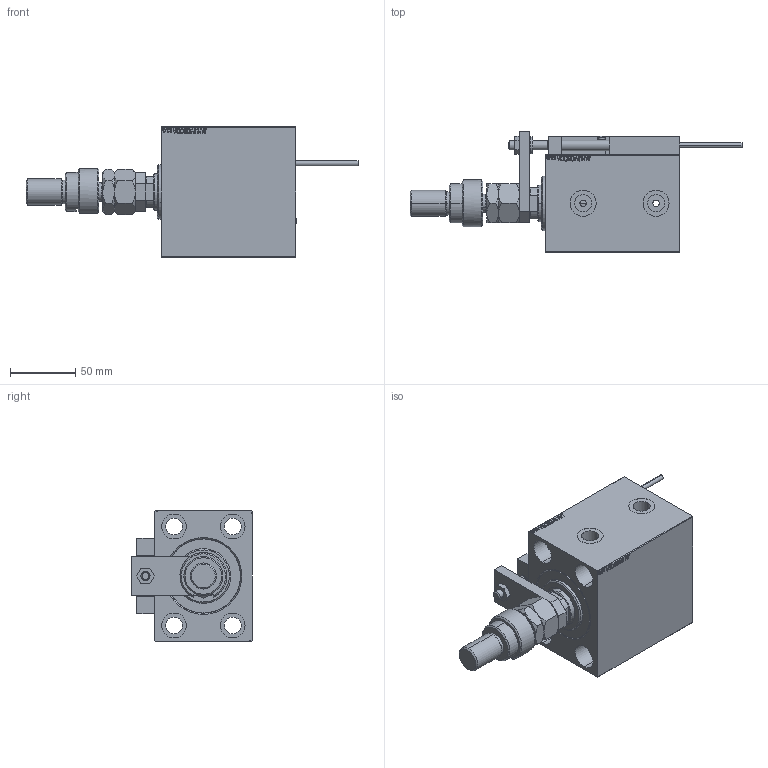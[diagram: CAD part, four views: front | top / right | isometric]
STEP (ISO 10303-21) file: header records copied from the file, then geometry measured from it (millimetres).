
FILE_DESCRIPTION (( 'STEP AP203' ), '1' );
FILE_NAME ('6c6f.STEP', '2022-04-17T07:16:08', ( '' ), ( '' ), 'SwSTEP 2.0', 'SolidWorks 2019', '' );
FILE_SCHEMA (( 'CONFIG_CONTROL_DESIGN' ));
Length unit declared in the file: millimetre
Products named in the file (18): ALLEN BOLT D8 8dbec7e11f678b47bc028b9bcd2e877a; Block 8dbec7e11f678b47bc028b9bcd2e877a; MAGNET 8dbec7e11f678b47bc028b9bcd2e877a; TYC_L79 8dbec7e11f678b47bc028b9bcd2e877a; SWITCH_X_FRONT_BACK 8dbec7e11f678b47bc028b9bcd2e877a; SWITCH X 8dbec7e11f678b47bc028b9bcd2e877a; V450CM_C_Body 8dbec7e11f678b47bc028b9bcd2e877a; V450CM_C_VCP 8dbec7e11f678b47bc028b9bcd2e877a; KONCOVKA 8dbec7e11f678b47bc028b9bcd2e877a; 6c6f; ZARAZKA 8dbec7e11f678b47bc028b9bcd2e877a; ALLEN BOLT D5 8dbec7e11f678b47bc028b9bcd2e877a; FEMALE_PART_FOR_DFA 8dbec7e11f678b47bc028b9bcd2e877a; X_Y_DFA 8dbec7e11f678b47bc028b9bcd2e877a; NUT_D12 8dbec7e11f678b47bc028b9bcd2e877a; V450CM_VC_B 8dbec7e11f678b47bc028b9bcd2e877a; SWITCH DIM B,W 8dbec7e11f678b47bc028b9bcd2e877a; MFA 8dbec7e11f678b47bc028b9bcd2e877a
Assembly tree (27 placements, depth 3):
  6c6f
    V450CM_C_Body 8dbec7e11f678b47bc028b9bcd2e877a
    SWITCH X 8dbec7e11f678b47bc028b9bcd2e877a
      SWITCH_X_FRONT_BACK 8dbec7e11f678b47bc028b9bcd2e877a  x2
      TYC_L79 8dbec7e11f678b47bc028b9bcd2e877a
      Block 8dbec7e11f678b47bc028b9bcd2e877a  x2
      ALLEN BOLT D5 8dbec7e11f678b47bc028b9bcd2e877a  x4
      ALLEN BOLT D8 8dbec7e11f678b47bc028b9bcd2e877a  x4
      MAGNET 8dbec7e11f678b47bc028b9bcd2e877a  x2
      KONCOVKA 8dbec7e11f678b47bc028b9bcd2e877a  x2
    NUT_D12 8dbec7e11f678b47bc028b9bcd2e877a
    SWITCH DIM B,W 8dbec7e11f678b47bc028b9bcd2e877a
    ZARAZKA 8dbec7e11f678b47bc028b9bcd2e877a
    V450CM_C_VCP 8dbec7e11f678b47bc028b9bcd2e877a
    V450CM_VC_B 8dbec7e11f678b47bc028b9bcd2e877a
    X_Y_DFA 8dbec7e11f678b47bc028b9bcd2e877a
      FEMALE_PART_FOR_DFA 8dbec7e11f678b47bc028b9bcd2e877a
      MFA 8dbec7e11f678b47bc028b9bcd2e877a
Bounding box: 255 x 92.5 x 100 mm (x, y, z)
Volume: 758641.1 mm3; surface area: 142292.3 mm2
Topology: 25 solids, 25 shells, 1384 faces, 3288 edges, 2091 vertices
Faces by surface type: plane 593, bspline 380, cylinder 213, cone 146, torus 48, sphere 4
Entity records: 53620 total; most frequent: CARTESIAN_POINT 26854, ORIENTED_EDGE 5596, DIRECTION 3930, EDGE_CURVE 2798, VERTEX_POINT 1815, LINE 1556, VECTOR 1556, EDGE_LOOP 1305
